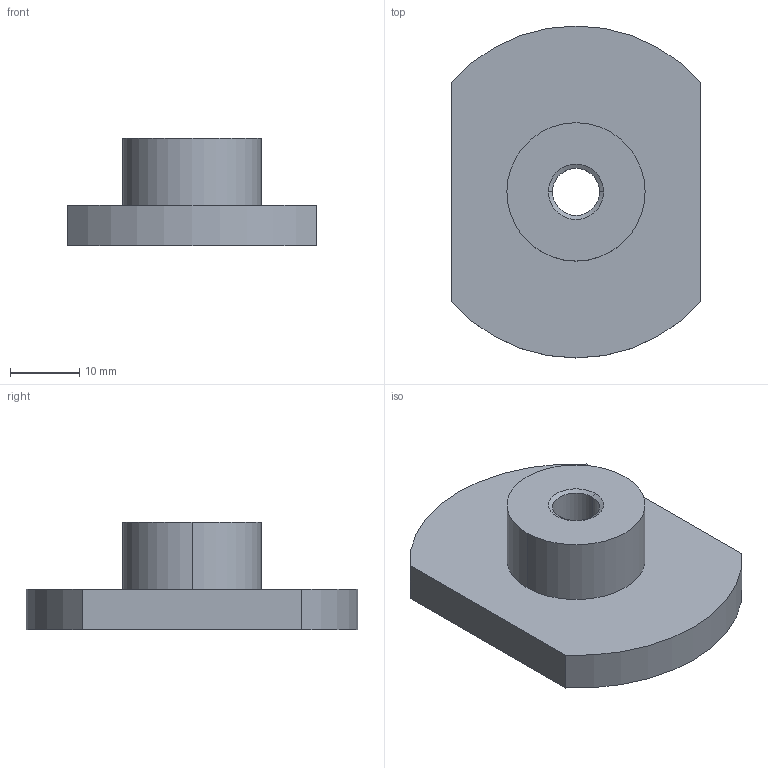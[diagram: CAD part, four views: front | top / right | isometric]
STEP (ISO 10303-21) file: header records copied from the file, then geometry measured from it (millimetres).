
FILE_DESCRIPTION(('STEP AP214'),'1');
FILE_NAME(' ',' ',('TraceParts'),('TraceParts S.A.'),'XStep 1.0',' ',' ');
FILE_SCHEMA(('automotive_design'));
Length unit declared in the file: millimetre
Products named in the file (1): 1
Bounding box: 36 x 48 x 15.5 mm (x, y, z)
Volume: 11093.2 mm3; surface area: 4883.2 mm2
Topology: 1 solids, 1 shells, 16 faces, 34 edges, 22 vertices
Faces by surface type: cylinder 8, plane 6, cone 2
Entity records: 876 total; most frequent: DIRECTION 86, STYLED_ITEM 73, PRESENTATION_STYLE_ASSIGNMENT 73, CARTESIAN_POINT 73, COLOUR_RGB 73, ORIENTED_EDGE 68, AXIS2_PLACEMENT_3D 35, EDGE_CURVE 34
